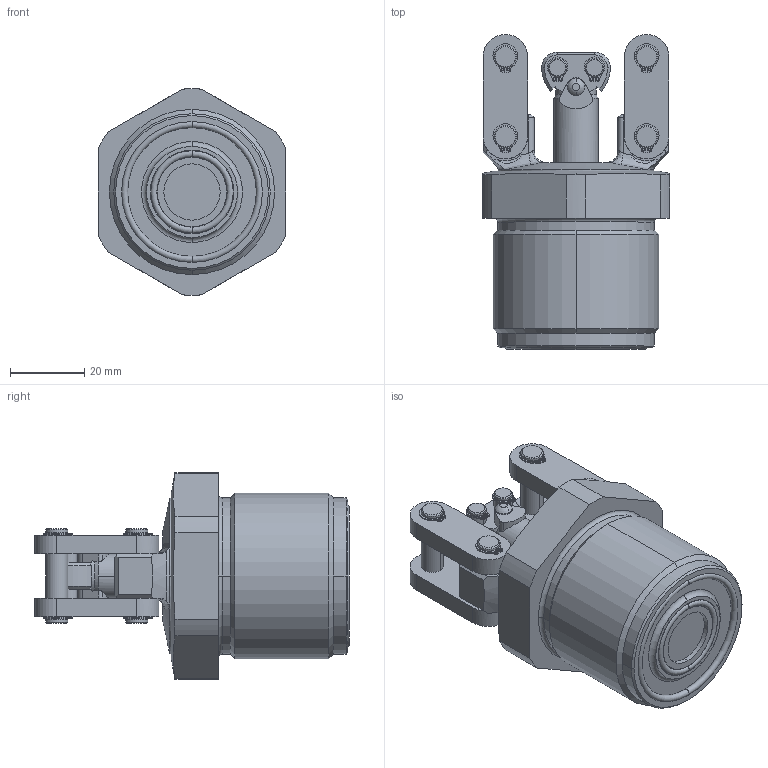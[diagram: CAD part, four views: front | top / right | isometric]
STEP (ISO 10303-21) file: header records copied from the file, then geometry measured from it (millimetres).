
FILE_DESCRIPTION((''),'2;1');
FILE_NAME('ILC16421520','2020-07-09T',('athomsen'),(''),'PRO/ENGINEER BY PARAMETRIC TECHNOLOGY CORPORATION, 2013320','PRO/ENGINEER BY PARAMETRIC TECHNOLOGY CORPORATION, 2013320','');
FILE_SCHEMA(('AUTOMOTIVE_DESIGN { 1 0 10303 214 1 1 1 1 }'));
Length unit declared in the file: inch
Products named in the file (3): ILC164215_0_BODY; ILC16321520_LUG; ILC16421520
Assembly tree (2 placements, depth 2):
  ILC16421520
    ILC164215_0_BODY
    ILC16321520_LUG
Bounding box: 50.5 x 84.71 x 55.58 mm (x, y, z)
Volume: 98370.7 mm3; surface area: 24691.6 mm2
Topology: 4 solids, 6 shells, 522 faces, 1330 edges, 850 vertices
Faces by surface type: cylinder 253, plane 179, cone 52, torus 24, bspline 8, sphere 6
Entity records: 21071 total; most frequent: CARTESIAN_POINT 3765, DIRECTION 2934, ORIENTED_EDGE 2660, PRESENTATION_STYLE_ASSIGNMENT 1334, STYLED_ITEM 1334, CURVE_STYLE 1330, EDGE_CURVE 1330, AXIS2_PLACEMENT_3D 1173
